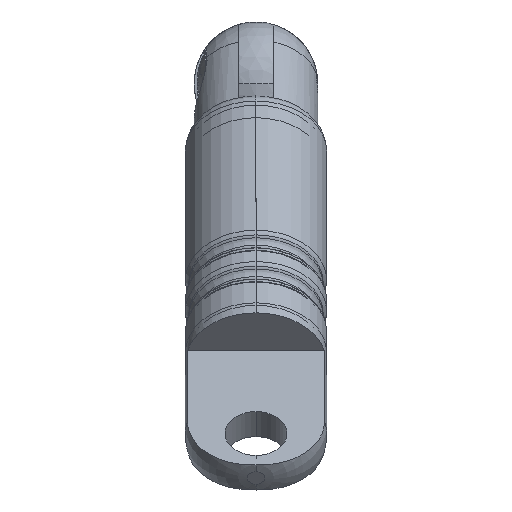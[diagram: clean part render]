
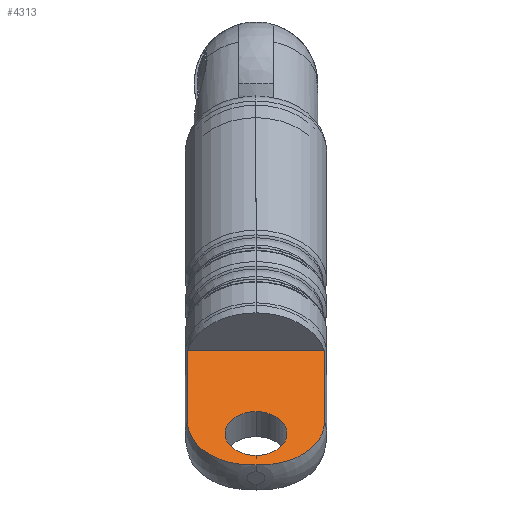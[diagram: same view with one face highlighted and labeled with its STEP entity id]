
A CAD part, left-side view. The second image highlights one B-rep face of the part: STEP entity #4313.
In plain terms, the highlighted face is planar.
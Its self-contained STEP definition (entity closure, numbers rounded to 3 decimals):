
#51 = CARTESIAN_POINT ( 'NONE',  ( -9.695, -1.671, 1. ) ) ;
#68 = CARTESIAN_POINT ( 'NONE',  ( -6.982, -3.847, 1. ) ) ;
#113 = CARTESIAN_POINT ( 'NONE',  ( -7.692, 3.666, 1. ) ) ;
#200 = ORIENTED_EDGE ( 'NONE', *, *, #538, .F. ) ;
#256 = ORIENTED_EDGE ( 'NONE', *, *, #6257, .F. ) ;
#266 = FACE_OUTER_BOUND ( 'NONE', #3933, .T. ) ;
#316 = ORIENTED_EDGE ( 'NONE', *, *, #4631, .F. ) ;
#362 = CIRCLE ( 'NONE', #5803, 1.75 ) ;
#538 = EDGE_CURVE ( 'NONE', #4923, #5696, #6831, .T. ) ;
#580 = DIRECTION ( 'NONE',  ( -1., 0., 0. ) ) ;
#611 = CARTESIAN_POINT ( 'NONE',  ( -9.365, -2.318, 1. ) ) ;
#648 = CARTESIAN_POINT ( 'NONE',  ( -9.952, 0.487, 1. ) ) ;
#668 = CARTESIAN_POINT ( 'NONE',  ( -6.985, 3.847, 1. ) ) ;
#675 = VERTEX_POINT ( 'NONE', #4919 ) ;
#932 = CARTESIAN_POINT ( 'NONE',  ( -6.5, -3.873, 1. ) ) ;
#1164 = CARTESIAN_POINT ( 'NONE',  ( -8.906, -2.885, 1. ) ) ;
#1185 = EDGE_CURVE ( 'NONE', #3368, #5732, #2145, .T. ) ;
#1197 = CARTESIAN_POINT ( 'NONE',  ( -9.84, 1.21, 1. ) ) ;
#1216 = CARTESIAN_POINT ( 'NONE',  ( -6.5, 3.873, 1. ) ) ;
#1325 = CARTESIAN_POINT ( 'NONE',  ( -5.7, 0., 1. ) ) ;
#1562 = VECTOR ( 'NONE', #2050, 1000. ) ;
#1673 = B_SPLINE_CURVE_WITH_KNOTS ( 'NONE', 3,
 ( #5625, #3959, #648, #4536, #1197, #5106, #1753, #5651, #2305, #6199, #2852, #6772, #3429, #113, #3983, #668, #4561, #1216 ),
 .UNSPECIFIED., .F., .F.,
 ( 4, 2, 2, 2, 2, 2, 2, 2, 4 ),
 ( 0., 0.001, 0.001, 0.002, 0.003, 0.004, 0.004, 0.005, 0.006 ),
 .UNSPECIFIED. ) ;
#1711 = CARTESIAN_POINT ( 'NONE',  ( -8.341, -3.34, 1. ) ) ;
#1753 = CARTESIAN_POINT ( 'NONE',  ( -9.601, 1.893, 1. ) ) ;
#1982 = CARTESIAN_POINT ( 'NONE',  ( -7.45, 0., 1. ) ) ;
#2050 = DIRECTION ( 'NONE',  ( 0., 1., 0. ) ) ;
#2075 = VERTEX_POINT ( 'NONE', #4165 ) ;
#2145 = CIRCLE ( 'NONE', #5204, 1.75 ) ;
#2203 = CARTESIAN_POINT ( 'NONE',  ( -12.364, -4., 1. ) ) ;
#2240 = EDGE_CURVE ( 'NONE', #2075, #675, #4346, .T. ) ;
#2266 = CARTESIAN_POINT ( 'NONE',  ( -7.69, -3.666, 1. ) ) ;
#2305 = CARTESIAN_POINT ( 'NONE',  ( -9.224, 2.519, 1. ) ) ;
#2386 = CARTESIAN_POINT ( 'NONE',  ( 0., -3.873, 1. ) ) ;
#2531 = DIRECTION ( 'NONE',  ( -1., 0., 0. ) ) ;
#2544 = DIRECTION ( 'NONE',  ( -1., 0., 0. ) ) ;
#2808 = CARTESIAN_POINT ( 'NONE',  ( -6.5, -3.873, 1. ) ) ;
#2852 = CARTESIAN_POINT ( 'NONE',  ( -8.73, 3.049, 1. ) ) ;
#2941 = DIRECTION ( 'NONE',  ( -1., 0., 0. ) ) ;
#2970 = CARTESIAN_POINT ( 'NONE',  ( -9.964, 0., 1. ) ) ;
#3085 = CARTESIAN_POINT ( 'NONE',  ( -7.45, 0., 1. ) ) ;
#3272 = ORIENTED_EDGE ( 'NONE', *, *, #2240, .T. ) ;
#3367 = CARTESIAN_POINT ( 'NONE',  ( -9.915, -0.974, 1. ) ) ;
#3368 = VERTEX_POINT ( 'NONE', #5812 ) ;
#3392 = EDGE_LOOP ( 'NONE', ( #4777, #5514 ) ) ;
#3395 = CARTESIAN_POINT ( 'NONE',  ( -6.742, -3.873, 1. ) ) ;
#3429 = CARTESIAN_POINT ( 'NONE',  ( -8.132, 3.464, 1. ) ) ;
#3643 = LINE ( 'NONE', #4668, #5308 ) ;
#3887 = DIRECTION ( 'NONE',  ( 0., 0., -1. ) ) ;
#3888 = LINE ( 'NONE', #2386, #5208 ) ;
#3923 = CARTESIAN_POINT ( 'NONE',  ( -9.599, -1.895, 1. ) ) ;
#3933 = EDGE_LOOP ( 'NONE', ( #200, #256, #3272, #3994, #316 ) ) ;
#3959 = CARTESIAN_POINT ( 'NONE',  ( -9.964, 0.244, 1. ) ) ;
#3983 = CARTESIAN_POINT ( 'NONE',  ( -7.457, 3.744, 1. ) ) ;
#3994 = ORIENTED_EDGE ( 'NONE', *, *, #5141, .F. ) ;
#4165 = CARTESIAN_POINT ( 'NONE',  ( -0.8, -3.873, 1. ) ) ;
#4313 = ADVANCED_FACE ( 'NONE', ( #4530, #266 ), #6107, .F. ) ;
#4346 = LINE ( 'NONE', #4871, #1562 ) ;
#4493 = CARTESIAN_POINT ( 'NONE',  ( -9.225, -2.519, 1. ) ) ;
#4530 = FACE_BOUND ( 'NONE', #3392, .T. ) ;
#4536 = CARTESIAN_POINT ( 'NONE',  ( -9.891, 0.97, 1. ) ) ;
#4561 = CARTESIAN_POINT ( 'NONE',  ( -6.745, 3.873, 1. ) ) ;
#4631 = EDGE_CURVE ( 'NONE', #5696, #6561, #1673, .T. ) ;
#4668 = CARTESIAN_POINT ( 'NONE',  ( 0., 3.873, 1. ) ) ;
#4777 = ORIENTED_EDGE ( 'NONE', *, *, #4869, .T. ) ;
#4869 = EDGE_CURVE ( 'NONE', #5732, #3368, #362, .T. ) ;
#4871 = CARTESIAN_POINT ( 'NONE',  ( -0.8, -4., 1. ) ) ;
#4919 = CARTESIAN_POINT ( 'NONE',  ( -0.8, 3.873, 1. ) ) ;
#4923 = VERTEX_POINT ( 'NONE', #932 ) ;
#5075 = CARTESIAN_POINT ( 'NONE',  ( -8.729, -3.05, 1. ) ) ;
#5106 = CARTESIAN_POINT ( 'NONE',  ( -9.695, 1.671, 1. ) ) ;
#5141 = EDGE_CURVE ( 'NONE', #6561, #675, #3643, .T. ) ;
#5204 = AXIS2_PLACEMENT_3D ( 'NONE', #3085, #6430, #2531 ) ;
#5208 = VECTOR ( 'NONE', #2941, 1000. ) ;
#5226 = DIRECTION ( 'NONE',  ( 1., 0., 0. ) ) ;
#5308 = VECTOR ( 'NONE', #5226, 1000. ) ;
#5356 = AXIS2_PLACEMENT_3D ( 'NONE', #2203, #3887, #580 ) ;
#5426 = CARTESIAN_POINT ( 'NONE',  ( -6.5, 3.873, 1. ) ) ;
#5514 = ORIENTED_EDGE ( 'NONE', *, *, #1185, .T. ) ;
#5611 = CARTESIAN_POINT ( 'NONE',  ( -8.129, -3.466, 1. ) ) ;
#5625 = CARTESIAN_POINT ( 'NONE',  ( -9.964, 0., 1. ) ) ;
#5651 = CARTESIAN_POINT ( 'NONE',  ( -9.364, 2.319, 1. ) ) ;
#5696 = VERTEX_POINT ( 'NONE', #2970 ) ;
#5732 = VERTEX_POINT ( 'NONE', #1325 ) ;
#5803 = AXIS2_PLACEMENT_3D ( 'NONE', #1982, #5873, #2544 ) ;
#5812 = CARTESIAN_POINT ( 'NONE',  ( -9.2, 0., 1. ) ) ;
#5873 = DIRECTION ( 'NONE',  ( 0., 0., -1. ) ) ;
#6107 = PLANE ( 'NONE',  #5356 ) ;
#6138 = CARTESIAN_POINT ( 'NONE',  ( -9.964, 0., 1. ) ) ;
#6161 = CARTESIAN_POINT ( 'NONE',  ( -7.459, -3.744, 1. ) ) ;
#6199 = CARTESIAN_POINT ( 'NONE',  ( -8.908, 2.882, 1. ) ) ;
#6257 = EDGE_CURVE ( 'NONE', #2075, #4923, #3888, .T. ) ;
#6430 = DIRECTION ( 'NONE',  ( 0., 0., -1. ) ) ;
#6561 = VERTEX_POINT ( 'NONE', #5426 ) ;
#6717 = CARTESIAN_POINT ( 'NONE',  ( -9.964, -0.489, 1. ) ) ;
#6772 = CARTESIAN_POINT ( 'NONE',  ( -8.34, 3.341, 1. ) ) ;
#6831 = B_SPLINE_CURVE_WITH_KNOTS ( 'NONE', 3,
 ( #2808, #3395, #68, #6161, #2266, #5611, #1711, #5075, #1164, #4493, #611, #3923, #51, #3367, #6717, #6138 ),
 .UNSPECIFIED., .F., .F.,
 ( 4, 2, 2, 2, 2, 2, 2, 4 ),
 ( 0.018, 0.018, 0.019, 0.02, 0.02, 0.021, 0.022, 0.023 ),
 .UNSPECIFIED. ) ;
